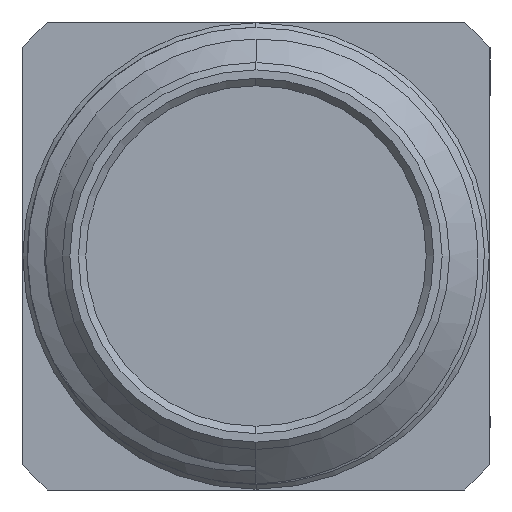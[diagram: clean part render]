
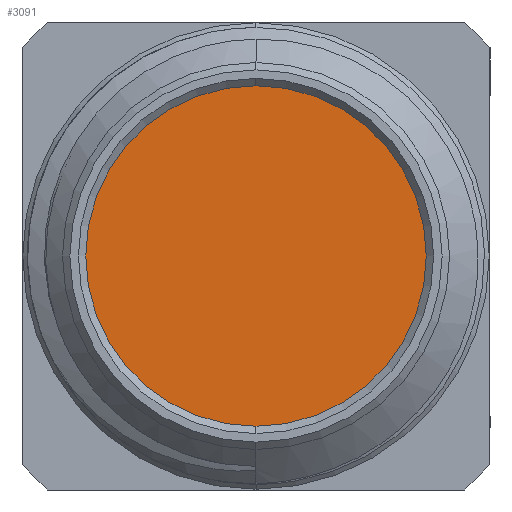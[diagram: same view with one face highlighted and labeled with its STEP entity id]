
A CAD part, left-side view. The second image highlights one B-rep face of the part: STEP entity #3091.
In plain terms, the highlighted planar face has unit normal (-1, 0, 0).
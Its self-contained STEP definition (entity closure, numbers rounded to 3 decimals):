
#350 = EDGE_CURVE ( 'NONE', #1604, #2855, #2133, .T. ) ;
#367 = CIRCLE ( 'NONE', #424, 2.31 ) ;
#391 = CARTESIAN_POINT ( 'NONE',  ( 1.95, 0., 0. ) ) ;
#424 = AXIS2_PLACEMENT_3D ( 'NONE', #391, #2845, #1228 ) ;
#630 = EDGE_LOOP ( 'NONE', ( #2722, #1173 ) ) ;
#802 = CARTESIAN_POINT ( 'NONE',  ( 1.95, 0., 0. ) ) ;
#1058 = AXIS2_PLACEMENT_3D ( 'NONE', #802, #1350, #1887 ) ;
#1173 = ORIENTED_EDGE ( 'NONE', *, *, #350, .T. ) ;
#1201 = AXIS2_PLACEMENT_3D ( 'NONE', #1819, #2334, #1238 ) ;
#1228 = DIRECTION ( 'NONE',  ( 0., 0., 1. ) ) ;
#1238 = DIRECTION ( 'NONE',  ( 0., 0., -1. ) ) ;
#1254 = PLANE ( 'NONE',  #1201 ) ;
#1350 = DIRECTION ( 'NONE',  ( -1., 0., 0. ) ) ;
#1604 = VERTEX_POINT ( 'NONE', #2124 ) ;
#1819 = CARTESIAN_POINT ( 'NONE',  ( 1.95, 0., 0. ) ) ;
#1858 = CARTESIAN_POINT ( 'NONE',  ( 1.95, 0., 2.31 ) ) ;
#1887 = DIRECTION ( 'NONE',  ( 0., 0., 1. ) ) ;
#2124 = CARTESIAN_POINT ( 'NONE',  ( 1.95, 0., -2.31 ) ) ;
#2133 = CIRCLE ( 'NONE', #1058, 2.31 ) ;
#2263 = EDGE_CURVE ( 'NONE', #2855, #1604, #367, .T. ) ;
#2334 = DIRECTION ( 'NONE',  ( 1., 0., 0. ) ) ;
#2589 = FACE_OUTER_BOUND ( 'NONE', #630, .T. ) ;
#2722 = ORIENTED_EDGE ( 'NONE', *, *, #2263, .T. ) ;
#2845 = DIRECTION ( 'NONE',  ( -1., 0., 0. ) ) ;
#2855 = VERTEX_POINT ( 'NONE', #1858 ) ;
#3091 = ADVANCED_FACE ( 'NONE', ( #2589 ), #1254, .F. ) ;
